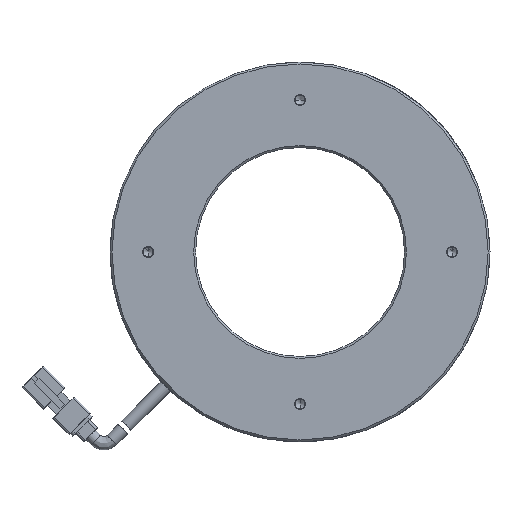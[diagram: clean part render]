
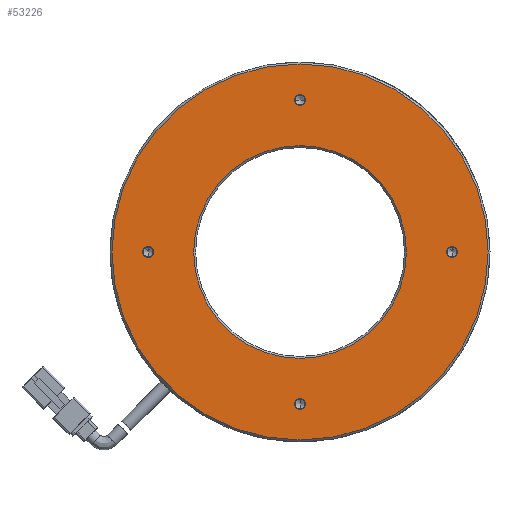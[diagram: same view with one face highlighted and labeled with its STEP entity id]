
A CAD part, front view. The second image highlights one B-rep face of the part: STEP entity #53226.
In plain terms, the highlighted planar face has unit normal (0, -1, 0).
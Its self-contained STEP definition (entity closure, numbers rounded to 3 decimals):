
#822 = AXIS2_PLACEMENT_3D ( 'NONE', #63591, #157645, #77069 ) ;
#878 = AXIS2_PLACEMENT_3D ( 'NONE', #99465, #19000, #112963 ) ;
#1691 = CARTESIAN_POINT ( 'NONE',  ( 42.895, 1.706, 0. ) ) ;
#4508 = DIRECTION ( 'NONE',  ( 0., -1., 0. ) ) ;
#7796 = EDGE_CURVE ( 'NONE', #110555, #104155, #166192, .T. ) ;
#8367 = AXIS2_PLACEMENT_3D ( 'NONE', #85061, #4508, #98566 ) ;
#15262 = DIRECTION ( 'NONE',  ( 0., 0., -1. ) ) ;
#16693 = EDGE_LOOP ( 'NONE', ( #106258, #167957 ) ) ;
#17641 = ORIENTED_EDGE ( 'NONE', *, *, #118250, .F. ) ;
#18960 = ORIENTED_EDGE ( 'NONE', *, *, #120565, .F. ) ;
#19000 = DIRECTION ( 'NONE',  ( 0., -1., 0. ) ) ;
#21645 = CARTESIAN_POINT ( 'NONE',  ( -37.105, 1.706, 1.5 ) ) ;
#23574 = CARTESIAN_POINT ( 'NONE',  ( -37.105, 1.706, 0. ) ) ;
#23581 = VERTEX_POINT ( 'NONE', #58943 ) ;
#24370 = CIRCLE ( 'NONE', #8367, 1.5 ) ;
#25527 = FACE_BOUND ( 'NONE', #113685, .T. ) ;
#25748 = VERTEX_POINT ( 'NONE', #129351 ) ;
#28456 = ORIENTED_EDGE ( 'NONE', *, *, #47666, .F. ) ;
#29018 = ORIENTED_EDGE ( 'NONE', *, *, #74276, .F. ) ;
#30815 = CARTESIAN_POINT ( 'NONE',  ( 42.895, 1.706, 0. ) ) ;
#33071 = VERTEX_POINT ( 'NONE', #73615 ) ;
#36188 = EDGE_CURVE ( 'NONE', #130545, #65142, #121202, .T. ) ;
#37055 = DIRECTION ( 'NONE',  ( 0., 0., -1. ) ) ;
#37780 = CIRCLE ( 'NONE', #54415, 1.5 ) ;
#38536 = EDGE_LOOP ( 'NONE', ( #172996, #71075 ) ) ;
#40499 = ORIENTED_EDGE ( 'NONE', *, *, #153309, .F. ) ;
#41196 = AXIS2_PLACEMENT_3D ( 'NONE', #124834, #44371, #138408 ) ;
#41553 = VERTEX_POINT ( 'NONE', #101966 ) ;
#43005 = PLANE ( 'NONE',  #76493 ) ;
#44363 = DIRECTION ( 'NONE',  ( 0., 0., -1. ) ) ;
#44371 = DIRECTION ( 'NONE',  ( 0., 1., 0. ) ) ;
#44451 = DIRECTION ( 'NONE',  ( 0., 1., 0. ) ) ;
#44733 = EDGE_LOOP ( 'NONE', ( #29018, #121221 ) ) ;
#45772 = CARTESIAN_POINT ( 'NONE',  ( -37.105, 1.706, -1.5 ) ) ;
#47666 = EDGE_CURVE ( 'NONE', #23581, #96921, #157828, .T. ) ;
#50152 = DIRECTION ( 'NONE',  ( 0., -1., 0. ) ) ;
#53226 = ADVANCED_FACE ( 'NONE', ( #25527, #96879, #132717, #128531, #92711, #56981 ), #43005, .F. ) ;
#54415 = AXIS2_PLACEMENT_3D ( 'NONE', #57141, #151148, #70656 ) ;
#56373 = VERTEX_POINT ( 'NONE', #78881 ) ;
#56981 = FACE_BOUND ( 'NONE', #16693, .T. ) ;
#57087 = CARTESIAN_POINT ( 'NONE',  ( -24.605, 1.706, 0. ) ) ;
#57141 = CARTESIAN_POINT ( 'NONE',  ( -37.105, 1.706, 0. ) ) ;
#58943 = CARTESIAN_POINT ( 'NONE',  ( 2.895, 1.706, 49.5 ) ) ;
#60052 = CARTESIAN_POINT ( 'NONE',  ( 2.895, 1.706, 0. ) ) ;
#60205 = AXIS2_PLACEMENT_3D ( 'NONE', #150049, #69549, #163609 ) ;
#61815 = AXIS2_PLACEMENT_3D ( 'NONE', #130606, #50152, #144147 ) ;
#63591 = CARTESIAN_POINT ( 'NONE',  ( 2.895, 1.706, 0. ) ) ;
#65142 = VERTEX_POINT ( 'NONE', #97272 ) ;
#66286 = EDGE_CURVE ( 'NONE', #117388, #41553, #150358, .T. ) ;
#68794 = EDGE_LOOP ( 'NONE', ( #28456, #17641 ) ) ;
#69549 = DIRECTION ( 'NONE',  ( 0., -1., 0. ) ) ;
#70603 = DIRECTION ( 'NONE',  ( 0., 0., 1. ) ) ;
#70656 = DIRECTION ( 'NONE',  ( 0., 0., -1. ) ) ;
#71075 = ORIENTED_EDGE ( 'NONE', *, *, #123018, .F. ) ;
#71172 = CIRCLE ( 'NONE', #110654, 28. ) ;
#71725 = EDGE_CURVE ( 'NONE', #41553, #117388, #146948, .T. ) ;
#73587 = DIRECTION ( 'NONE',  ( 0., 0., -1. ) ) ;
#73615 = CARTESIAN_POINT ( 'NONE',  ( 2.895, 1.706, -38.5 ) ) ;
#74276 = EDGE_CURVE ( 'NONE', #85531, #33071, #119562, .T. ) ;
#76493 = AXIS2_PLACEMENT_3D ( 'NONE', #57087, #151073, #70603 ) ;
#77069 = DIRECTION ( 'NONE',  ( 0., 0., -1. ) ) ;
#77843 = AXIS2_PLACEMENT_3D ( 'NONE', #23574, #117514, #37055 ) ;
#78881 = CARTESIAN_POINT ( 'NONE',  ( 2.895, 1.706, 38.5 ) ) ;
#80914 = AXIS2_PLACEMENT_3D ( 'NONE', #30815, #124826, #44363 ) ;
#84526 = CARTESIAN_POINT ( 'NONE',  ( 2.895, 1.706, -28. ) ) ;
#85061 = CARTESIAN_POINT ( 'NONE',  ( 2.895, 1.706, -40. ) ) ;
#85531 = VERTEX_POINT ( 'NONE', #159593 ) ;
#86931 = CIRCLE ( 'NONE', #143246, 49.5 ) ;
#92711 = FACE_BOUND ( 'NONE', #44733, .T. ) ;
#95670 = DIRECTION ( 'NONE',  ( 0., -1., 0. ) ) ;
#96879 = FACE_BOUND ( 'NONE', #119909, .T. ) ;
#96921 = VERTEX_POINT ( 'NONE', #127200 ) ;
#97272 = CARTESIAN_POINT ( 'NONE',  ( 2.895, 1.706, 28. ) ) ;
#98566 = DIRECTION ( 'NONE',  ( 0., 0., -1. ) ) ;
#99465 = CARTESIAN_POINT ( 'NONE',  ( 2.895, 1.706, 40. ) ) ;
#100589 = CIRCLE ( 'NONE', #878, 1.5 ) ;
#101966 = CARTESIAN_POINT ( 'NONE',  ( 42.895, 1.706, 1.5 ) ) ;
#104155 = VERTEX_POINT ( 'NONE', #21645 ) ;
#106258 = ORIENTED_EDGE ( 'NONE', *, *, #66286, .F. ) ;
#106724 = EDGE_CURVE ( 'NONE', #65142, #130545, #71172, .T. ) ;
#107312 = ORIENTED_EDGE ( 'NONE', *, *, #106724, .F. ) ;
#107485 = CIRCLE ( 'NONE', #61815, 1.5 ) ;
#110555 = VERTEX_POINT ( 'NONE', #45772 ) ;
#110654 = AXIS2_PLACEMENT_3D ( 'NONE', #60052, #154122, #73587 ) ;
#112963 = DIRECTION ( 'NONE',  ( 0., 0., -1. ) ) ;
#113685 = EDGE_LOOP ( 'NONE', ( #40499, #18960 ) ) ;
#115781 = AXIS2_PLACEMENT_3D ( 'NONE', #1691, #95670, #15262 ) ;
#117388 = VERTEX_POINT ( 'NONE', #155503 ) ;
#117514 = DIRECTION ( 'NONE',  ( 0., -1., 0. ) ) ;
#118250 = EDGE_CURVE ( 'NONE', #96921, #23581, #86931, .T. ) ;
#119562 = CIRCLE ( 'NONE', #60205, 1.5 ) ;
#119909 = EDGE_LOOP ( 'NONE', ( #126817, #107312 ) ) ;
#120565 = EDGE_CURVE ( 'NONE', #25748, #56373, #100589, .T. ) ;
#121202 = CIRCLE ( 'NONE', #822, 28. ) ;
#121221 = ORIENTED_EDGE ( 'NONE', *, *, #138156, .F. ) ;
#123018 = EDGE_CURVE ( 'NONE', #104155, #110555, #37780, .T. ) ;
#124826 = DIRECTION ( 'NONE',  ( 0., -1., 0. ) ) ;
#124834 = CARTESIAN_POINT ( 'NONE',  ( 2.895, 1.706, 0. ) ) ;
#124933 = CARTESIAN_POINT ( 'NONE',  ( 2.895, 1.706, 0. ) ) ;
#126817 = ORIENTED_EDGE ( 'NONE', *, *, #36188, .F. ) ;
#127200 = CARTESIAN_POINT ( 'NONE',  ( 2.895, 1.706, -49.5 ) ) ;
#128531 = FACE_BOUND ( 'NONE', #38536, .T. ) ;
#129351 = CARTESIAN_POINT ( 'NONE',  ( 2.895, 1.706, 41.5 ) ) ;
#130545 = VERTEX_POINT ( 'NONE', #84526 ) ;
#130606 = CARTESIAN_POINT ( 'NONE',  ( 2.895, 1.706, 40. ) ) ;
#132717 = FACE_OUTER_BOUND ( 'NONE', #68794, .T. ) ;
#138156 = EDGE_CURVE ( 'NONE', #33071, #85531, #24370, .T. ) ;
#138408 = DIRECTION ( 'NONE',  ( 0., 0., 1. ) ) ;
#138504 = DIRECTION ( 'NONE',  ( 0., 0., 1. ) ) ;
#143246 = AXIS2_PLACEMENT_3D ( 'NONE', #124933, #44451, #138504 ) ;
#144147 = DIRECTION ( 'NONE',  ( 0., 0., -1. ) ) ;
#146948 = CIRCLE ( 'NONE', #80914, 1.5 ) ;
#150049 = CARTESIAN_POINT ( 'NONE',  ( 2.895, 1.706, -40. ) ) ;
#150358 = CIRCLE ( 'NONE', #115781, 1.5 ) ;
#151073 = DIRECTION ( 'NONE',  ( 0., 1., 0. ) ) ;
#151148 = DIRECTION ( 'NONE',  ( 0., -1., 0. ) ) ;
#153309 = EDGE_CURVE ( 'NONE', #56373, #25748, #107485, .T. ) ;
#154122 = DIRECTION ( 'NONE',  ( 0., -1., 0. ) ) ;
#155503 = CARTESIAN_POINT ( 'NONE',  ( 42.895, 1.706, -1.5 ) ) ;
#157645 = DIRECTION ( 'NONE',  ( 0., -1., 0. ) ) ;
#157828 = CIRCLE ( 'NONE', #41196, 49.5 ) ;
#159593 = CARTESIAN_POINT ( 'NONE',  ( 2.895, 1.706, -41.5 ) ) ;
#163609 = DIRECTION ( 'NONE',  ( 0., 0., -1. ) ) ;
#166192 = CIRCLE ( 'NONE', #77843, 1.5 ) ;
#167957 = ORIENTED_EDGE ( 'NONE', *, *, #71725, .F. ) ;
#172996 = ORIENTED_EDGE ( 'NONE', *, *, #7796, .F. ) ;
